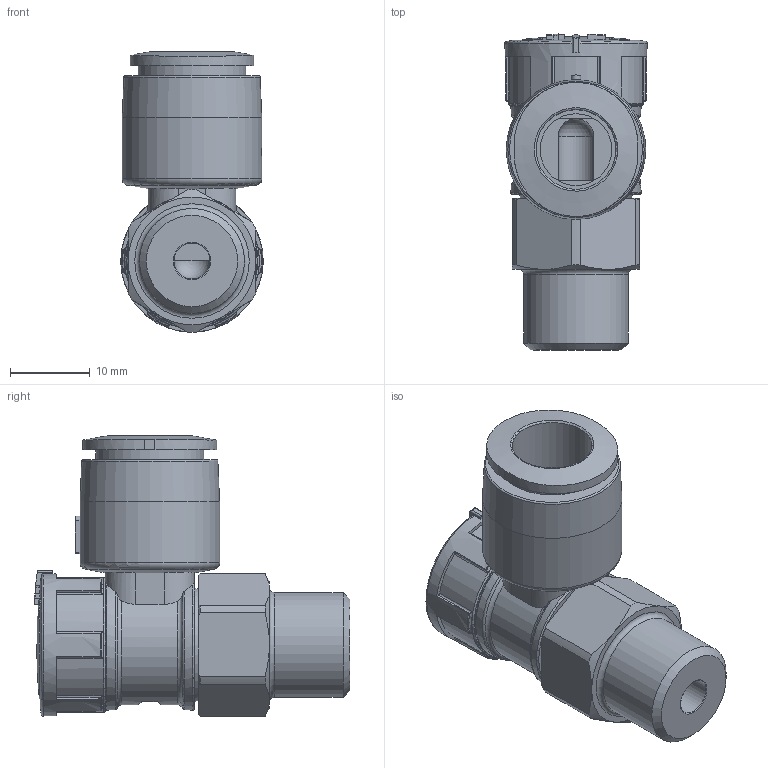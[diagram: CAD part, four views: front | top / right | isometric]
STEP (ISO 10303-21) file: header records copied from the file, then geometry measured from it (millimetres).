
FILE_DESCRIPTION(/* description */ ('STEP AP214'),/* implementation_level */ '2;1');
FILE_NAME(/* name */ '8157635_VFOE-LE-T-R14-Q10-F1A',/* time_stamp */ '2024-09-16T12:16:14+02:00',/* author */ ('License CC BY-ND 4.0'),/* organization */ ('CADENAS'),/* preprocessor_version */ 'ST-DEVELOPER v19.3',/* originating_system */ 'PARTsolutions',/* authorisation */ ' ');
FILE_SCHEMA (('AUTOMOTIVE_DESIGN {1 0 10303 214 3 1 1}'));
Length unit declared in the file: millimetre
Products named in the file (2): 8157635 VFOE-LE-T-R14-Q10-F1A---(high); 8068739 VFOE-LE-T-R14-Q10---(highp)
Assembly tree (1 placements, depth 2):
  8157635 VFOE-LE-T-R14-Q10-F1A---(high)
    8068739 VFOE-LE-T-R14-Q10---(highp)
Bounding box: 17.87 x 39.62 x 35.19 mm (x, y, z)
Volume: 9186.1 mm3; surface area: 5006.3 mm2
Topology: 1 solids, 1 shells, 221 faces, 607 edges, 397 vertices
Faces by surface type: plane 112, cylinder 56, torus 29, cone 18, sphere 6
Full cylindrical faces by diameter (mm): 4.5 x1, 9 x1, 10 x1, 13.157 x1, 13.5 x1, 16.9 x1, 17.5 x1
Entity records: 8609 total; most frequent: CARTESIAN_POINT 1635, ORIENTED_EDGE 1146, DIRECTION 1098, EDGE_CURVE 573, AXIS2_PLACEMENT_3D 440, VERTEX_POINT 385, EDGE_LOOP 254, FACE_BOUND 254
